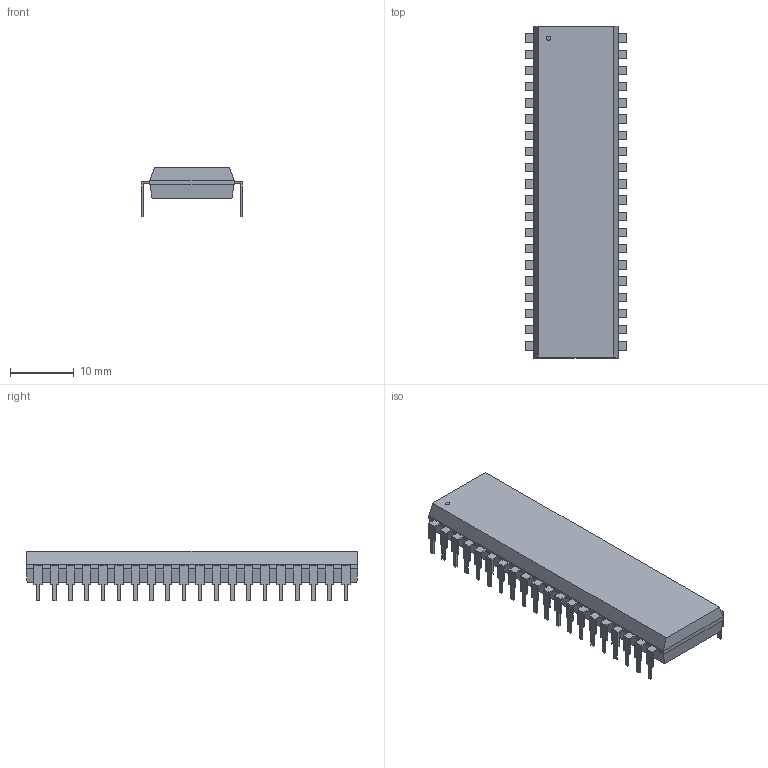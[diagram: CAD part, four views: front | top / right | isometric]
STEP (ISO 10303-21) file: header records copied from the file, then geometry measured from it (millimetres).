
FILE_DESCRIPTION(('STEP AP214'),'1');
FILE_NAME('40P6_ATM','2022-08-16T16:15:00',(''),(''),'','','');
FILE_SCHEMA(('AUTOMOTIVE_DESIGN'));
Length unit declared in the file: millimetre
Products named in the file (1): product
Bounding box: 15.75 x 52.07 x 7.75 mm (x, y, z)
Volume: 3262.1 mm3; surface area: 2584.6 mm2
Topology: 42 solids, 42 shells, 497 faces, 1231 edges, 818 vertices
Faces by surface type: plane 496, cylinder 1
Full cylindrical faces by diameter (mm): 0.66 x1
Entity records: 13640 total; most frequent: ORIENTED_EDGE 2460, DIRECTION 2230, CARTESIAN_POINT 1319, EDGE_CURVE 1230, LINE 1228, VECTOR 1228, VERTEX_POINT 818, AXIS2_PLACEMENT_3D 501
